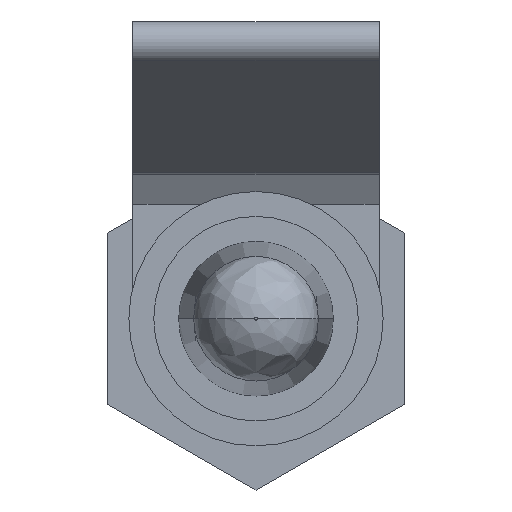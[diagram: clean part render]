
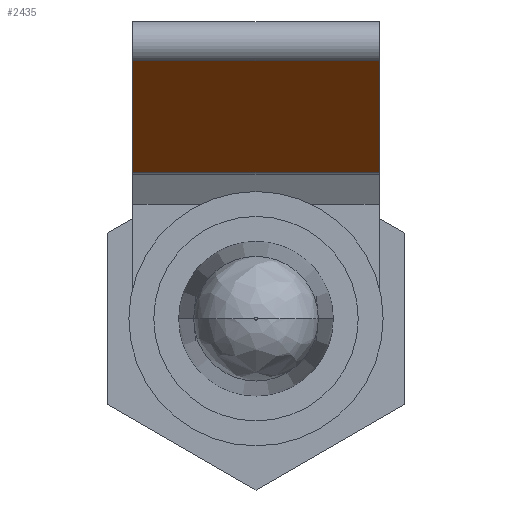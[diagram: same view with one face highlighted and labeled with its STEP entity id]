
A CAD part, front view. The second image highlights one B-rep face of the part: STEP entity #2435.
In plain terms, the highlighted planar face has unit normal (0, -0.574, -0.819).
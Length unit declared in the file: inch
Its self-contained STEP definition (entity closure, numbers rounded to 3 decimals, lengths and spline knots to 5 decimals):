
#549=DIRECTION('',(0.,-0.819,0.574));
#550=VECTOR('',#549,0.1838);
#551=CARTESIAN_POINT('',(-0.11621,-0.13591,
0.13819));
#552=LINE('',#551,#550);
#691=DIRECTION('',(0.,0.819,-0.574));
#692=VECTOR('',#691,0.1838);
#693=CARTESIAN_POINT('',(0.11621,-0.28647,
0.24362));
#694=LINE('',#693,#692);
#1175=DIRECTION('',(-1.,0.,0.));
#1176=VECTOR('',#1175,0.23241);
#1177=CARTESIAN_POINT('',(0.11621,-0.13591,
0.13819));
#1178=LINE('',#1177,#1176);
#1182=DIRECTION('',(1.,0.,0.));
#1183=VECTOR('',#1182,0.23241);
#1184=CARTESIAN_POINT('',(-0.11621,-0.28647,
0.24362));
#1185=LINE('',#1184,#1183);
#1377=CARTESIAN_POINT('',(0.11621,-0.28647,
0.24362));
#1379=VERTEX_POINT('',#1377);
#1380=CARTESIAN_POINT('',(-0.11621,-0.28647,
0.24362));
#1382=VERTEX_POINT('',#1380);
#1408=CARTESIAN_POINT('',(0.11621,-0.13591,
0.13819));
#1409=CARTESIAN_POINT('',(-0.11621,-0.13591,
0.13819));
#1410=VERTEX_POINT('',#1408);
#1411=VERTEX_POINT('',#1409);
#2423=CARTESIAN_POINT('',(0.11621,-0.28647,
0.24362));
#2424=DIRECTION('',(0.,-0.574,-0.819));
#2425=DIRECTION('',(0.,0.819,-0.574));
#2426=AXIS2_PLACEMENT_3D('',#2423,#2424,#2425);
#2427=PLANE('',#2426);
#2428=ORIENTED_EDGE('',*,*,#2415,.T.);
#2429=ORIENTED_EDGE('',*,*,#1857,.T.);
#2431=ORIENTED_EDGE('',*,*,#2430,.T.);
#2432=ORIENTED_EDGE('',*,*,#1944,.T.);
#2433=EDGE_LOOP('',(#2428,#2429,#2431,#2432));
#2434=FACE_OUTER_BOUND('',#2433,.F.);
#1857=EDGE_CURVE('',#1411,#1382,#552,.T.);
#1944=EDGE_CURVE('',#1379,#1410,#694,.T.);
#2415=EDGE_CURVE('',#1410,#1411,#1178,.T.);
#2430=EDGE_CURVE('',#1382,#1379,#1185,.T.);
#2435=ADVANCED_FACE('',(#2434),#2427,.T.);
